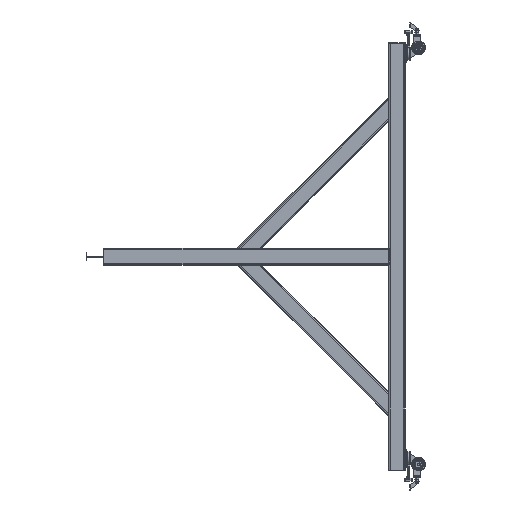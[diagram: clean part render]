
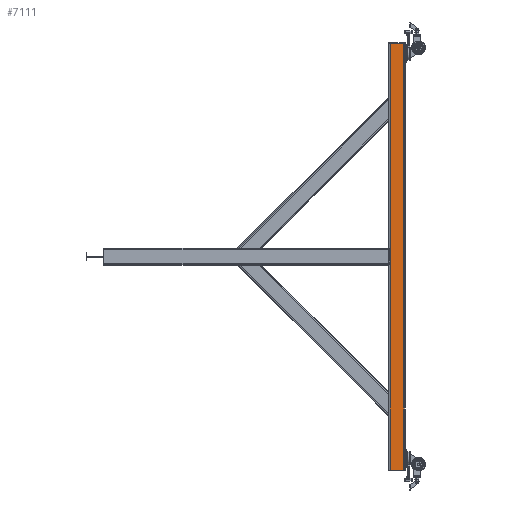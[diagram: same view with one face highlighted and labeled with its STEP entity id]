
A CAD part, left-side view. The second image highlights one B-rep face of the part: STEP entity #7111.
In plain terms, the highlighted free-form (B-spline) face has degree [1, 1] with [2, 2] control points.
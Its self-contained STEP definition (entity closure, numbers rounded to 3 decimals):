
#7078 = VERTEX_POINT('',#7079);
#7079 = CARTESIAN_POINT('',(-6355.42,-1036.965,
    2181.431));
#7085 = EDGE_CURVE('',#7086,#7078,#7088,.T.);
#7086 = VERTEX_POINT('',#7087);
#7087 = CARTESIAN_POINT('',(-6355.42,-1036.965,
    6376.491));
#7088 = B_SPLINE_CURVE_WITH_KNOTS('',1,(#7089,#7090),.UNSPECIFIED.,.F.,
  .F.,(2,2),(0.,3000.),.PIECEWISE_BEZIER_KNOTS.);
#7089 = CARTESIAN_POINT('',(-6355.42,-1036.965,
    6376.491));
#7090 = CARTESIAN_POINT('',(-6355.42,-1036.965,
    2181.431));
#7111 = ADVANCED_FACE('',(#7112),#7134,.F.);
#7112 = FACE_BOUND('',#7113,.T.);
#7113 = EDGE_LOOP('',(#7114,#7121,#7128,#7133));
#7114 = ORIENTED_EDGE('',*,*,#7115,.T.);
#7115 = EDGE_CURVE('',#7078,#7116,#7118,.T.);
#7116 = VERTEX_POINT('',#7117);
#7117 = CARTESIAN_POINT('',(-6355.42,-1169.249,
    2181.431));
#7118 = B_SPLINE_CURVE_WITH_KNOTS('',1,(#7119,#7120),.UNSPECIFIED.,.F.,
  .F.,(2,2),(0.,94.6),.PIECEWISE_BEZIER_KNOTS.);
#7119 = CARTESIAN_POINT('',(-6355.42,-1036.965,
    2181.431));
#7120 = CARTESIAN_POINT('',(-6355.42,-1169.249,
    2181.431));
#7121 = ORIENTED_EDGE('',*,*,#7122,.F.);
#7122 = EDGE_CURVE('',#7123,#7116,#7125,.T.);
#7123 = VERTEX_POINT('',#7124);
#7124 = CARTESIAN_POINT('',(-6355.42,-1169.249,
    6376.491));
#7125 = B_SPLINE_CURVE_WITH_KNOTS('',1,(#7126,#7127),.UNSPECIFIED.,.F.,
  .F.,(2,2),(0.,3000.),.PIECEWISE_BEZIER_KNOTS.);
#7126 = CARTESIAN_POINT('',(-6355.42,-1169.249,
    6376.491));
#7127 = CARTESIAN_POINT('',(-6355.42,-1169.249,
    2181.431));
#7128 = ORIENTED_EDGE('',*,*,#7129,.F.);
#7129 = EDGE_CURVE('',#7086,#7123,#7130,.T.);
#7130 = B_SPLINE_CURVE_WITH_KNOTS('',1,(#7131,#7132),.UNSPECIFIED.,.F.,
  .F.,(2,2),(0.,94.6),.PIECEWISE_BEZIER_KNOTS.);
#7131 = CARTESIAN_POINT('',(-6355.42,-1036.965,
    6376.491));
#7132 = CARTESIAN_POINT('',(-6355.42,-1169.249,
    6376.491));
#7133 = ORIENTED_EDGE('',*,*,#7085,.T.);
#7134 = B_SPLINE_SURFACE_WITH_KNOTS('',1,1,(
    (#7135,#7136)
    ,(#7137,#7138
    )),.UNSPECIFIED.,.F.,.F.,.F.,(2,2),(2,2),(0.,3000.),(-94.6,0.),
  .PIECEWISE_BEZIER_KNOTS.);
#7135 = CARTESIAN_POINT('',(-6355.42,-1169.249,
    6376.491));
#7136 = CARTESIAN_POINT('',(-6355.42,-1036.965,
    6376.491));
#7137 = CARTESIAN_POINT('',(-6355.42,-1169.249,
    2181.431));
#7138 = CARTESIAN_POINT('',(-6355.42,-1036.965,
    2181.431));
